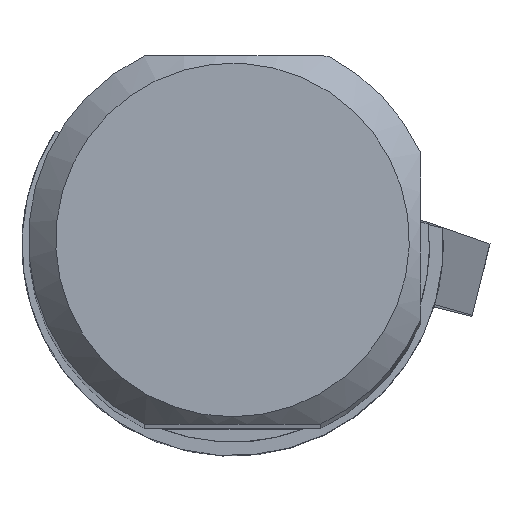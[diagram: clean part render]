
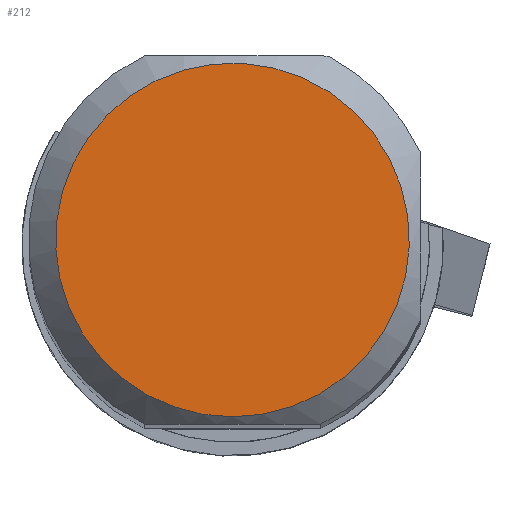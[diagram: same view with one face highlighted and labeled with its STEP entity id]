
A CAD part, top view. The second image highlights one B-rep face of the part: STEP entity #212.
In plain terms, the highlighted planar face has unit normal (0, 0, 1).
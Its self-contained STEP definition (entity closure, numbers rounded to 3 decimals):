
#212=ADVANCED_FACE('',(#282),#253,.F.);
#253=PLANE('',#796);
#282=FACE_OUTER_BOUND('',#322,.T.);
#322=EDGE_LOOP('',(#364));
#364=ORIENTED_EDGE('',*,*,#639,.T.);
#570=VERTEX_POINT('',#1099);
#639=EDGE_CURVE('',#570,#570,#742,.T.);
#742=CIRCLE('',#795,11.);
#795=AXIS2_PLACEMENT_3D('',#1098,#878,#879);
#796=AXIS2_PLACEMENT_3D('',#1100,#880,#881);
#878=DIRECTION('',(0.,0.,1.));
#879=DIRECTION('',(0.,-1.,0.));
#880=DIRECTION('',(0.,0.,-1.));
#881=DIRECTION('',(0.,1.,0.));
#1098=CARTESIAN_POINT('',(0.,0.,149.125));
#1099=CARTESIAN_POINT('',(0.,-11.,149.125));
#1100=CARTESIAN_POINT('',(0.,0.,149.125));
